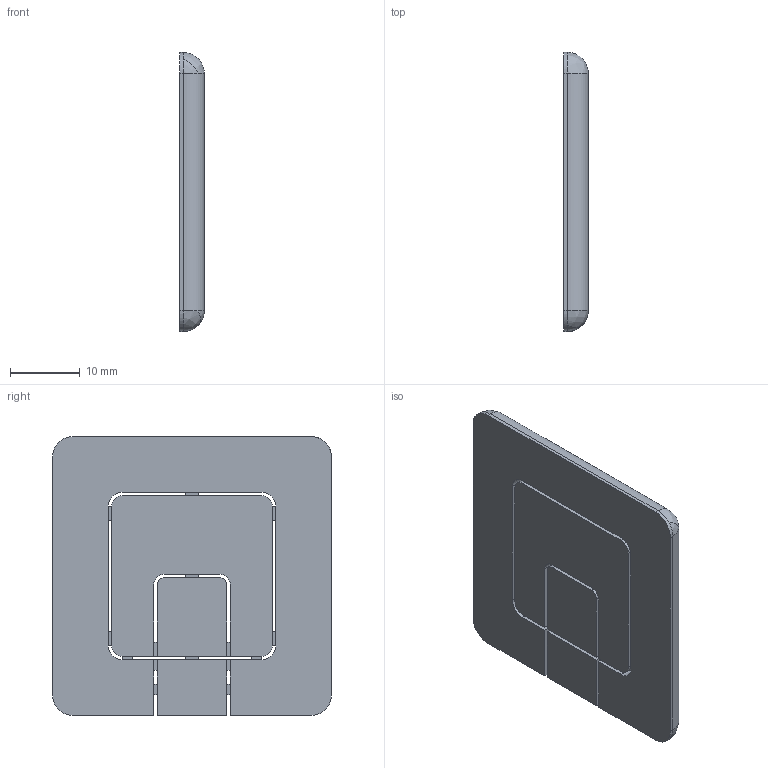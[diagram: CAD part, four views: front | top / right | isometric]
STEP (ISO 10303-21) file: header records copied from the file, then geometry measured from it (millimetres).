
FILE_DESCRIPTION (( 'STEP AP214' ), '1' );
FILE_NAME ('6850006', '2019-02-04T08:08:42', ( '' ), ('JUGARD+KÜNSTNER GmbH'), 'SwSTEP 2.0', 'SolidWorks 2017', '' );
FILE_SCHEMA (( 'AUTOMOTIVE_DESIGN' ));
Length unit declared in the file: millimetre
Products named in the file (1): 6850006_CNAJF00
Bounding box: 3.5 x 40 x 40 mm (x, y, z)
Volume: 5046.8 mm3; surface area: 4349.9 mm2
Topology: 1 solids, 1 shells, 98 faces, 300 edges, 189 vertices
Faces by surface type: plane 70, cylinder 22, bspline 6
Entity records: 3424 total; most frequent: CARTESIAN_POINT 675, ORIENTED_EDGE 594, DIRECTION 534, EDGE_CURVE 297, VECTOR 246, LINE 246, VERTEX_POINT 189, AXIS2_PLACEMENT_3D 144
